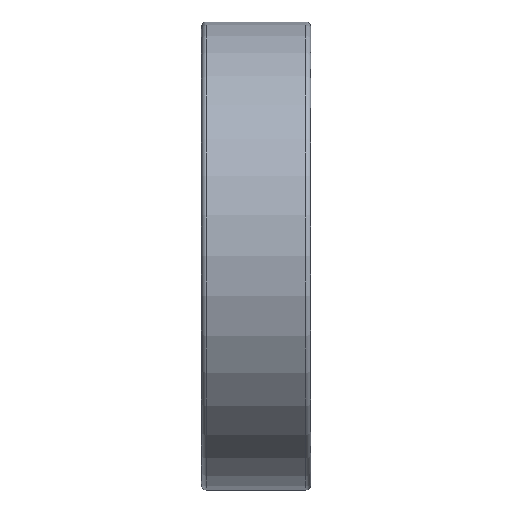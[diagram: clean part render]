
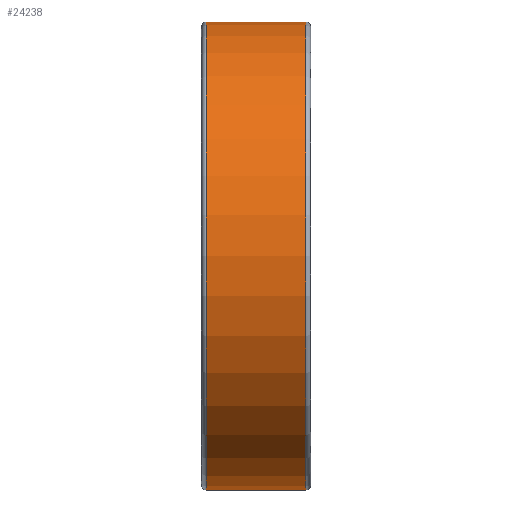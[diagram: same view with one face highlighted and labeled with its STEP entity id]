
A CAD part, top view. The second image highlights one B-rep face of the part: STEP entity #24238.
In plain terms, the highlighted cylindrical face has radius 15 mm (diameter 30 mm), a partial arc.
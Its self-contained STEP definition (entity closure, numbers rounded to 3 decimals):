
#13013=DIRECTION('',(-1.,0.,0.));
#13014=VECTOR('',#13013,6.4);
#13015=CARTESIAN_POINT('',(3.2,15.,0.));
#13016=LINE('',#13015,#13014);
#13020=DIRECTION('',(-1.,0.,0.));
#13021=VECTOR('',#13020,6.4);
#13022=CARTESIAN_POINT('',(3.2,-15.,0.));
#13023=LINE('',#13022,#13021);
#13035=CARTESIAN_POINT('',(3.2,0.,0.));
#13036=DIRECTION('',(1.,0.,0.));
#13037=DIRECTION('',(0.,1.,0.));
#13038=AXIS2_PLACEMENT_3D('',#13035,#13036,#13037);
#13043=CARTESIAN_POINT('',(-3.2,0.,0.));
#13044=DIRECTION('',(1.,0.,0.));
#13045=DIRECTION('',(0.,1.,0.));
#13046=AXIS2_PLACEMENT_3D('',#13043,#13044,#13045);
#20824=CARTESIAN_POINT('',(3.2,15.,0.));
#20825=CARTESIAN_POINT('',(-3.2,15.,0.));
#20826=VERTEX_POINT('',#20824);
#20827=VERTEX_POINT('',#20825);
#20836=CARTESIAN_POINT('',(3.2,-15.,0.));
#20837=CARTESIAN_POINT('',(-3.2,-15.,0.));
#20838=VERTEX_POINT('',#20836);
#20839=VERTEX_POINT('',#20837);
#24226=CARTESIAN_POINT('',(-3.85,0.,0.));
#24227=DIRECTION('',(1.,0.,0.));
#24228=DIRECTION('',(0.,-1.,0.));
#24229=AXIS2_PLACEMENT_3D('',#24226,#24227,#24228);
#24230=CYLINDRICAL_SURFACE('',#24229,15.);
#24231=ORIENTED_EDGE('',*,*,#24216,.F.);
#24232=ORIENTED_EDGE('',*,*,#24193,.T.);
#24233=ORIENTED_EDGE('',*,*,#24220,.T.);
#24235=ORIENTED_EDGE('',*,*,#24234,.F.);
#24236=EDGE_LOOP('',(#24231,#24232,#24233,#24235));
#24237=FACE_OUTER_BOUND('',#24236,.F.);
#13039=CIRCLE('',#13038,15.);
#13047=CIRCLE('',#13046,15.);
#24193=EDGE_CURVE('',#20826,#20838,#13039,.T.);
#24216=EDGE_CURVE('',#20826,#20827,#13016,.T.);
#24220=EDGE_CURVE('',#20838,#20839,#13023,.T.);
#24234=EDGE_CURVE('',#20827,#20839,#13047,.T.);
#24238=ADVANCED_FACE('',(#24237),#24230,.T.);
